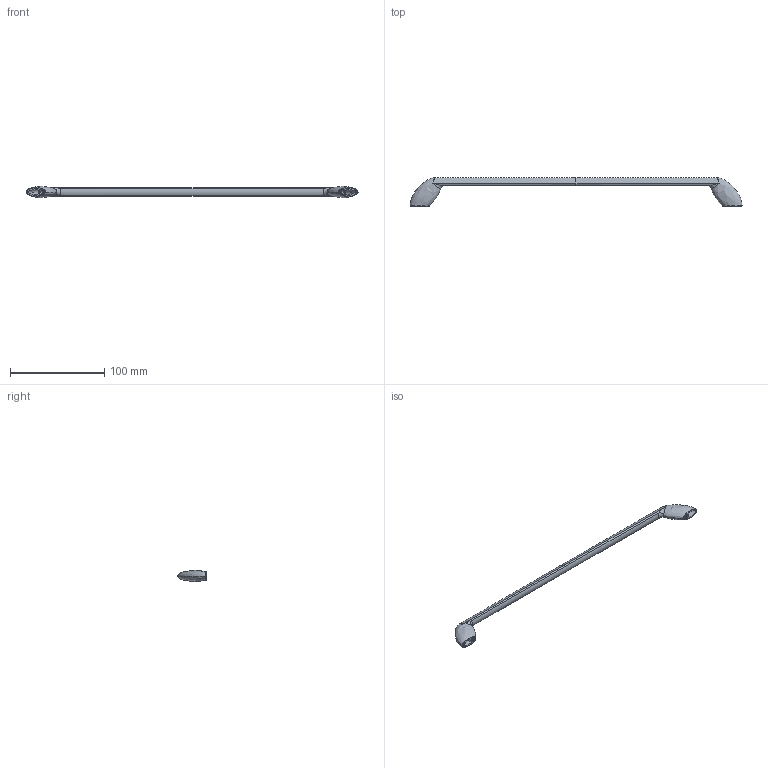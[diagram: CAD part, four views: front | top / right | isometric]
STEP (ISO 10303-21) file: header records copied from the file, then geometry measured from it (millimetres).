
FILE_DESCRIPTION(('Creo Elements/Direct Modeling STEP Export'),'2;1');
FILE_NAME('2392_352.stp','2018-10-29T 8:30:42',(''),(''),'Creo Elements/Direct Modeling STEP processor for AP214 (Solid Model)','Creo Elements/Direct Modeling 20.0 12-Nov-2016 (C) Parametric Technology GmbH','');
FILE_SCHEMA(('AUTOMOTIVE_DESIGN { 1 0 10303 214 1 1 1 1 }'));
Length unit declared in the file: millimetre
Products named in the file (2): ZN-9934
Assembly tree (1 placements, depth 2):
  ZN-9934
    ZN-9934
Bounding box: 352.68 x 30 x 12 mm (x, y, z)
Volume: 25577.8 mm3; surface area: 12677.8 mm2
Topology: 1 solids, 1 shells, 57 faces, 132 edges, 79 vertices
Faces by surface type: bspline 20, cylinder 17, cone 10, extrusion 6, plane 4
Entity records: 15411 total; most frequent: CARTESIAN_POINT 14314, ORIENTED_EDGE 256, DIRECTION 138, EDGE_CURVE 128, VERTEX_POINT 79, EDGE_LOOP 63, FACE_OUTER_BOUND 57, ADVANCED_FACE 57
